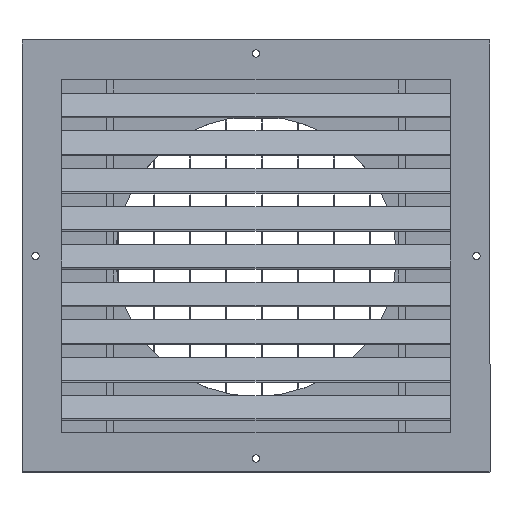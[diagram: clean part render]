
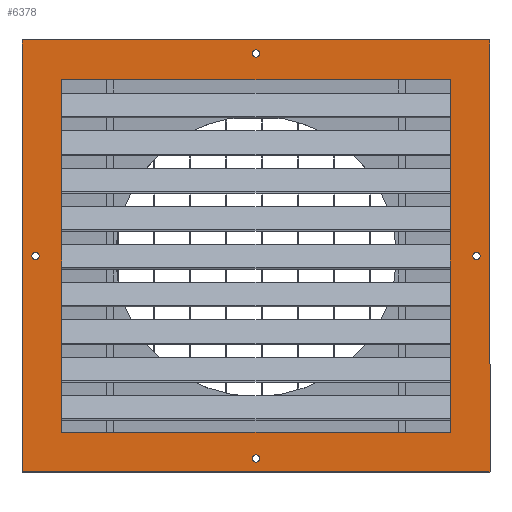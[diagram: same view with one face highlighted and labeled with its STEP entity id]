
A CAD part, top view. The second image highlights one B-rep face of the part: STEP entity #6378.
In plain terms, the highlighted planar face has unit normal (0, 0, 1).
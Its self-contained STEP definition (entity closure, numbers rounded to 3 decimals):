
#21 = CIRCLE ( 'NONE', #14207, 2. ) ;
#374 = DIRECTION ( 'NONE',  ( 0., -1., 0. ) ) ;
#422 = VERTEX_POINT ( 'NONE', #9724 ) ;
#588 = CIRCLE ( 'NONE', #7188, 2. ) ;
#797 = EDGE_CURVE ( 'NONE', #22467, #1475, #588, .T. ) ;
#800 = CARTESIAN_POINT ( 'NONE',  ( 120.5, 0., 81. ) ) ;
#1088 = CARTESIAN_POINT ( 'NONE',  ( -122.5, 0., 81. ) ) ;
#1164 = ORIENTED_EDGE ( 'NONE', *, *, #5724, .T. ) ;
#1210 = DIRECTION ( 'NONE',  ( 0., -1., 0. ) ) ;
#1242 = EDGE_CURVE ( 'NONE', #422, #17297, #13583, .T. ) ;
#1475 = VERTEX_POINT ( 'NONE', #3356 ) ;
#1708 = DIRECTION ( 'NONE',  ( 0., 0., 1. ) ) ;
#1872 = CARTESIAN_POINT ( 'NONE',  ( -108., 98., 81. ) ) ;
#2138 = EDGE_CURVE ( 'NONE', #14413, #422, #16375, .T. ) ;
#2180 = DIRECTION ( 'NONE',  ( 1., 0., 0. ) ) ;
#2261 = CARTESIAN_POINT ( 'NONE',  ( 122.5, 0., 81. ) ) ;
#2552 = FACE_BOUND ( 'NONE', #7343, .T. ) ;
#2936 = DIRECTION ( 'NONE',  ( 1., 0., 0. ) ) ;
#2974 = CARTESIAN_POINT ( 'NONE',  ( 122.5, 0., 81. ) ) ;
#3200 = ORIENTED_EDGE ( 'NONE', *, *, #11399, .F. ) ;
#3347 = ORIENTED_EDGE ( 'NONE', *, *, #5321, .F. ) ;
#3356 = CARTESIAN_POINT ( 'NONE',  ( -120.5, 0., 81. ) ) ;
#3563 = DIRECTION ( 'NONE',  ( -1., 0., 0. ) ) ;
#3671 = ORIENTED_EDGE ( 'NONE', *, *, #7620, .F. ) ;
#3769 = CARTESIAN_POINT ( 'NONE',  ( 0., 112.5, 81. ) ) ;
#3805 = CARTESIAN_POINT ( 'NONE',  ( -130., 120., 81. ) ) ;
#4104 = DIRECTION ( 'NONE',  ( 0., 0., 1. ) ) ;
#4193 = LINE ( 'NONE', #15499, #18126 ) ;
#4277 = CARTESIAN_POINT ( 'NONE',  ( -2., -112.5, 81. ) ) ;
#4645 = CARTESIAN_POINT ( 'NONE',  ( -108., 98., 81. ) ) ;
#4785 = DIRECTION ( 'NONE',  ( 1., 0., 0. ) ) ;
#4803 = LINE ( 'NONE', #7775, #23012 ) ;
#4991 = VECTOR ( 'NONE', #16829, 1000. ) ;
#5321 = EDGE_CURVE ( 'NONE', #14922, #18444, #4803, .T. ) ;
#5578 = CARTESIAN_POINT ( 'NONE',  ( 2., 112.5, 81. ) ) ;
#5636 = CARTESIAN_POINT ( 'NONE',  ( 108., 98., 81. ) ) ;
#5659 = DIRECTION ( 'NONE',  ( 1., 0., 0. ) ) ;
#5724 = EDGE_CURVE ( 'NONE', #22993, #14413, #4193, .T. ) ;
#5738 = CIRCLE ( 'NONE', #13378, 2. ) ;
#5918 = EDGE_LOOP ( 'NONE', ( #10519, #18705, #3200, #3347 ) ) ;
#6141 = VERTEX_POINT ( 'NONE', #4277 ) ;
#6378 = ADVANCED_FACE ( 'NONE', ( #17919, #13635, #12183, #2552, #14510, #13045 ), #16270, .T. ) ;
#6439 = CARTESIAN_POINT ( 'NONE',  ( -130., 120., 81. ) ) ;
#6486 = DIRECTION ( 'NONE',  ( 0., 0., 1. ) ) ;
#7018 = VECTOR ( 'NONE', #374, 1000. ) ;
#7092 = ORIENTED_EDGE ( 'NONE', *, *, #22244, .F. ) ;
#7163 = LINE ( 'NONE', #12351, #17179 ) ;
#7188 = AXIS2_PLACEMENT_3D ( 'NONE', #1088, #21036, #19452 ) ;
#7343 = EDGE_LOOP ( 'NONE', ( #17730, #16183 ) ) ;
#7620 = EDGE_CURVE ( 'NONE', #18997, #20344, #14982, .T. ) ;
#7775 = CARTESIAN_POINT ( 'NONE',  ( 108., -98., 81. ) ) ;
#8115 = EDGE_LOOP ( 'NONE', ( #17814, #7092 ) ) ;
#8116 = DIRECTION ( 'NONE',  ( 1., 0., 0. ) ) ;
#8441 = CIRCLE ( 'NONE', #21381, 2. ) ;
#8664 = AXIS2_PLACEMENT_3D ( 'NONE', #3769, #12633, #9061 ) ;
#9061 = DIRECTION ( 'NONE',  ( 1., 0., 0. ) ) ;
#9724 = CARTESIAN_POINT ( 'NONE',  ( -130., 120., 81. ) ) ;
#10196 = CARTESIAN_POINT ( 'NONE',  ( 0., -112.5, 81. ) ) ;
#10204 = DIRECTION ( 'NONE',  ( 0., 1., 0. ) ) ;
#10519 = ORIENTED_EDGE ( 'NONE', *, *, #16019, .F. ) ;
#10588 = DIRECTION ( 'NONE',  ( 1., 0., 0. ) ) ;
#10678 = CARTESIAN_POINT ( 'NONE',  ( 0., 0., 81. ) ) ;
#10881 = ORIENTED_EDGE ( 'NONE', *, *, #20064, .T. ) ;
#11325 = EDGE_LOOP ( 'NONE', ( #1164, #12376, #18166, #10881 ) ) ;
#11399 = EDGE_CURVE ( 'NONE', #18444, #22745, #17423, .T. ) ;
#12183 = FACE_BOUND ( 'NONE', #8115, .T. ) ;
#12351 = CARTESIAN_POINT ( 'NONE',  ( -108., -98., 81. ) ) ;
#12376 = ORIENTED_EDGE ( 'NONE', *, *, #2138, .T. ) ;
#12629 = VECTOR ( 'NONE', #4785, 1000. ) ;
#12633 = DIRECTION ( 'NONE',  ( 0., 0., 1. ) ) ;
#12920 = CARTESIAN_POINT ( 'NONE',  ( -108., -98., 81. ) ) ;
#13045 = FACE_BOUND ( 'NONE', #5918, .T. ) ;
#13064 = CARTESIAN_POINT ( 'NONE',  ( 130., 120., 81. ) ) ;
#13378 = AXIS2_PLACEMENT_3D ( 'NONE', #21677, #16179, #10588 ) ;
#13583 = LINE ( 'NONE', #6439, #7018 ) ;
#13635 = FACE_BOUND ( 'NONE', #23053, .T. ) ;
#13863 = DIRECTION ( 'NONE',  ( 0., 0., 1. ) ) ;
#14207 = AXIS2_PLACEMENT_3D ( 'NONE', #20242, #4104, #2180 ) ;
#14319 = ORIENTED_EDGE ( 'NONE', *, *, #17879, .F. ) ;
#14413 = VERTEX_POINT ( 'NONE', #13064 ) ;
#14417 = DIRECTION ( 'NONE',  ( 1., 0., 0. ) ) ;
#14504 = VECTOR ( 'NONE', #1210, 1000. ) ;
#14510 = FACE_OUTER_BOUND ( 'NONE', #11325, .T. ) ;
#14563 = CIRCLE ( 'NONE', #8664, 2. ) ;
#14841 = VERTEX_POINT ( 'NONE', #16353 ) ;
#14884 = CIRCLE ( 'NONE', #15789, 2. ) ;
#14922 = VERTEX_POINT ( 'NONE', #20241 ) ;
#14982 = CIRCLE ( 'NONE', #21511, 2. ) ;
#15067 = EDGE_LOOP ( 'NONE', ( #15092, #18752 ) ) ;
#15092 = ORIENTED_EDGE ( 'NONE', *, *, #23476, .F. ) ;
#15499 = CARTESIAN_POINT ( 'NONE',  ( 130., 120., 81. ) ) ;
#15731 = DIRECTION ( 'NONE',  ( 1., 0., 0. ) ) ;
#15789 = AXIS2_PLACEMENT_3D ( 'NONE', #21969, #16700, #5659 ) ;
#16019 = EDGE_CURVE ( 'NONE', #17009, #14922, #7163, .T. ) ;
#16179 = DIRECTION ( 'NONE',  ( 0., 0., 1. ) ) ;
#16183 = ORIENTED_EDGE ( 'NONE', *, *, #797, .F. ) ;
#16251 = EDGE_CURVE ( 'NONE', #1475, #22467, #5738, .T. ) ;
#16270 = PLANE ( 'NONE',  #18142 ) ;
#16353 = CARTESIAN_POINT ( 'NONE',  ( -2., 112.5, 81. ) ) ;
#16375 = LINE ( 'NONE', #3805, #4991 ) ;
#16384 = CARTESIAN_POINT ( 'NONE',  ( 124.5, 0., 81. ) ) ;
#16389 = EDGE_CURVE ( 'NONE', #14841, #19778, #14563, .T. ) ;
#16700 = DIRECTION ( 'NONE',  ( 0., 0., 1. ) ) ;
#16829 = DIRECTION ( 'NONE',  ( -1., 0., 0. ) ) ;
#17009 = VERTEX_POINT ( 'NONE', #12920 ) ;
#17179 = VECTOR ( 'NONE', #19643, 1000. ) ;
#17297 = VERTEX_POINT ( 'NONE', #23218 ) ;
#17368 = CARTESIAN_POINT ( 'NONE',  ( 108., 98., 81. ) ) ;
#17394 = DIRECTION ( 'NONE',  ( 0., 0., 1. ) ) ;
#17423 = LINE ( 'NONE', #5636, #17991 ) ;
#17730 = ORIENTED_EDGE ( 'NONE', *, *, #16251, .F. ) ;
#17814 = ORIENTED_EDGE ( 'NONE', *, *, #17841, .F. ) ;
#17841 = EDGE_CURVE ( 'NONE', #19781, #6141, #8441, .T. ) ;
#17852 = CIRCLE ( 'NONE', #19396, 2. ) ;
#17879 = EDGE_CURVE ( 'NONE', #20344, #18997, #17852, .T. ) ;
#17919 = FACE_BOUND ( 'NONE', #15067, .T. ) ;
#17942 = LINE ( 'NONE', #4645, #14504 ) ;
#17991 = VECTOR ( 'NONE', #3563, 1000. ) ;
#18126 = VECTOR ( 'NONE', #10204, 1000. ) ;
#18142 = AXIS2_PLACEMENT_3D ( 'NONE', #10678, #1708, #14417 ) ;
#18166 = ORIENTED_EDGE ( 'NONE', *, *, #1242, .T. ) ;
#18374 = EDGE_CURVE ( 'NONE', #22745, #17009, #17942, .T. ) ;
#18444 = VERTEX_POINT ( 'NONE', #17368 ) ;
#18705 = ORIENTED_EDGE ( 'NONE', *, *, #18374, .F. ) ;
#18752 = ORIENTED_EDGE ( 'NONE', *, *, #16389, .F. ) ;
#18997 = VERTEX_POINT ( 'NONE', #800 ) ;
#19229 = CARTESIAN_POINT ( 'NONE',  ( 130., -120., 81. ) ) ;
#19243 = CARTESIAN_POINT ( 'NONE',  ( -124.5, 0., 81. ) ) ;
#19396 = AXIS2_PLACEMENT_3D ( 'NONE', #2974, #17394, #15731 ) ;
#19452 = DIRECTION ( 'NONE',  ( 1., 0., 0. ) ) ;
#19643 = DIRECTION ( 'NONE',  ( 1., 0., 0. ) ) ;
#19778 = VERTEX_POINT ( 'NONE', #5578 ) ;
#19781 = VERTEX_POINT ( 'NONE', #20154 ) ;
#20064 = EDGE_CURVE ( 'NONE', #17297, #22993, #20637, .T. ) ;
#20154 = CARTESIAN_POINT ( 'NONE',  ( 2., -112.5, 81. ) ) ;
#20241 = CARTESIAN_POINT ( 'NONE',  ( 108., -98., 81. ) ) ;
#20242 = CARTESIAN_POINT ( 'NONE',  ( 0., 112.5, 81. ) ) ;
#20344 = VERTEX_POINT ( 'NONE', #16384 ) ;
#20637 = LINE ( 'NONE', #21312, #12629 ) ;
#21036 = DIRECTION ( 'NONE',  ( 0., 0., 1. ) ) ;
#21312 = CARTESIAN_POINT ( 'NONE',  ( -130., -120., 81. ) ) ;
#21381 = AXIS2_PLACEMENT_3D ( 'NONE', #10196, #13863, #8116 ) ;
#21511 = AXIS2_PLACEMENT_3D ( 'NONE', #2261, #6486, #2936 ) ;
#21677 = CARTESIAN_POINT ( 'NONE',  ( -122.5, 0., 81. ) ) ;
#21969 = CARTESIAN_POINT ( 'NONE',  ( 0., -112.5, 81. ) ) ;
#22244 = EDGE_CURVE ( 'NONE', #6141, #19781, #14884, .T. ) ;
#22467 = VERTEX_POINT ( 'NONE', #19243 ) ;
#22745 = VERTEX_POINT ( 'NONE', #1872 ) ;
#22923 = DIRECTION ( 'NONE',  ( 0., 1., 0. ) ) ;
#22993 = VERTEX_POINT ( 'NONE', #19229 ) ;
#23012 = VECTOR ( 'NONE', #22923, 1000. ) ;
#23053 = EDGE_LOOP ( 'NONE', ( #14319, #3671 ) ) ;
#23218 = CARTESIAN_POINT ( 'NONE',  ( -130., -120., 81. ) ) ;
#23476 = EDGE_CURVE ( 'NONE', #19778, #14841, #21, .T. ) ;
